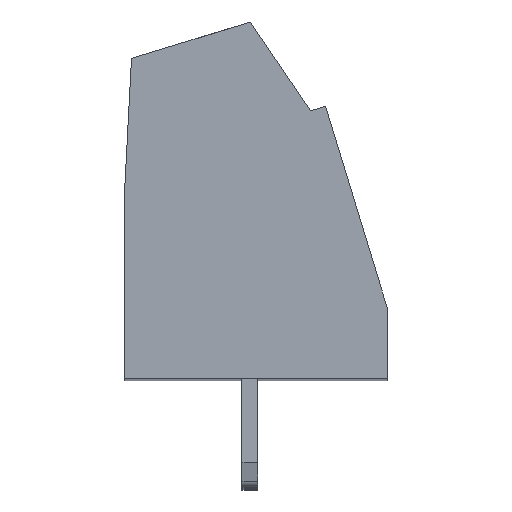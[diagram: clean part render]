
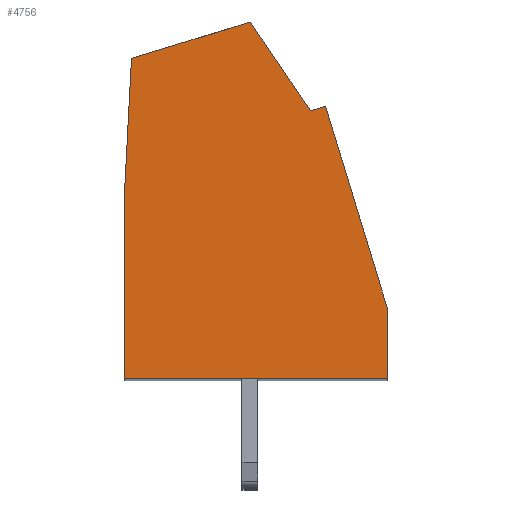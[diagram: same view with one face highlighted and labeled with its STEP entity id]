
A CAD part, top view. The second image highlights one B-rep face of the part: STEP entity #4756.
In plain terms, the highlighted planar face has unit normal (0, 0, 1).
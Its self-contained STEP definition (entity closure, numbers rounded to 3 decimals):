
#581=DIRECTION('',(-0.292,0.956,0.));
#582=VECTOR('',#581,6.75);
#583=CARTESIAN_POINT('',(4.2,-5.45,1.75));
#584=LINE('',#583,#582);
#585=DIRECTION('',(0.,1.,0.));
#586=VECTOR('',#585,2.25);
#587=CARTESIAN_POINT('',(4.2,-7.7,1.75));
#588=LINE('',#587,#586);
#589=DIRECTION('',(1.,0.,0.));
#590=VECTOR('',#589,8.4);
#591=CARTESIAN_POINT('',(-4.2,-7.7,1.75));
#592=LINE('',#591,#590);
#593=DIRECTION('',(0.,-1.,0.));
#594=VECTOR('',#593,6.071);
#595=CARTESIAN_POINT('',(-4.2,-1.629,1.75));
#596=LINE('',#595,#594);
#597=DIRECTION('',(-0.052,-0.999,0.));
#598=VECTOR('',#597,4.172);
#599=CARTESIAN_POINT('',(-3.982,2.537,1.75));
#600=LINE('',#599,#598);
#601=DIRECTION('',(-0.956,-0.292,0.));
#602=VECTOR('',#601,3.978);
#603=CARTESIAN_POINT('',(-0.177,3.7,1.75));
#604=LINE('',#603,#602);
#605=DIRECTION('',(-0.559,0.829,0.));
#606=VECTOR('',#605,3.43);
#607=CARTESIAN_POINT('',(1.741,0.857,1.75));
#608=LINE('',#607,#606);
#609=DIRECTION('',(-0.956,-0.292,0.));
#610=VECTOR('',#609,0.508);
#611=CARTESIAN_POINT('',(2.226,1.005,1.75));
#612=LINE('',#611,#610);
#3317=CARTESIAN_POINT('',(4.2,-5.45,1.75));
#3318=CARTESIAN_POINT('',(2.226,1.005,1.75));
#3319=VERTEX_POINT('',#3317);
#3320=VERTEX_POINT('',#3318);
#3321=CARTESIAN_POINT('',(1.741,0.857,1.75));
#3322=VERTEX_POINT('',#3321);
#3323=CARTESIAN_POINT('',(-0.177,3.7,1.75));
#3324=VERTEX_POINT('',#3323);
#3325=CARTESIAN_POINT('',(-3.982,2.537,1.75));
#3326=VERTEX_POINT('',#3325);
#3327=CARTESIAN_POINT('',(-4.2,-1.629,1.75));
#3328=VERTEX_POINT('',#3327);
#3329=CARTESIAN_POINT('',(-4.2,-7.7,1.75));
#3330=VERTEX_POINT('',#3329);
#3331=CARTESIAN_POINT('',(4.2,-7.7,1.75));
#3332=VERTEX_POINT('',#3331);
#4741=CARTESIAN_POINT('',(0.,0.,1.75));
#4742=DIRECTION('',(0.,0.,1.));
#4743=DIRECTION('',(1.,0.,0.));
#4744=AXIS2_PLACEMENT_3D('',#4741,#4742,#4743);
#4745=PLANE('',#4744);
#4746=ORIENTED_EDGE('',*,*,#4325,.F.);
#4747=ORIENTED_EDGE('',*,*,#4460,.F.);
#4748=ORIENTED_EDGE('',*,*,#4474,.F.);
#4749=ORIENTED_EDGE('',*,*,#4608,.F.);
#4750=ORIENTED_EDGE('',*,*,#4622,.F.);
#4751=ORIENTED_EDGE('',*,*,#4636,.F.);
#4752=ORIENTED_EDGE('',*,*,#4722,.F.);
#4753=ORIENTED_EDGE('',*,*,#4735,.F.);
#4754=EDGE_LOOP('',(#4746,#4747,#4748,#4749,#4750,#4751,#4752,#4753));
#4755=FACE_OUTER_BOUND('',#4754,.F.);
#4325=EDGE_CURVE('',#3319,#3320,#584,.T.);
#4460=EDGE_CURVE('',#3332,#3319,#588,.T.);
#4474=EDGE_CURVE('',#3330,#3332,#592,.T.);
#4608=EDGE_CURVE('',#3328,#3330,#596,.T.);
#4622=EDGE_CURVE('',#3326,#3328,#600,.T.);
#4636=EDGE_CURVE('',#3324,#3326,#604,.T.);
#4722=EDGE_CURVE('',#3322,#3324,#608,.T.);
#4735=EDGE_CURVE('',#3320,#3322,#612,.T.);
#4756=ADVANCED_FACE('',(#4755),#4745,.T.);
